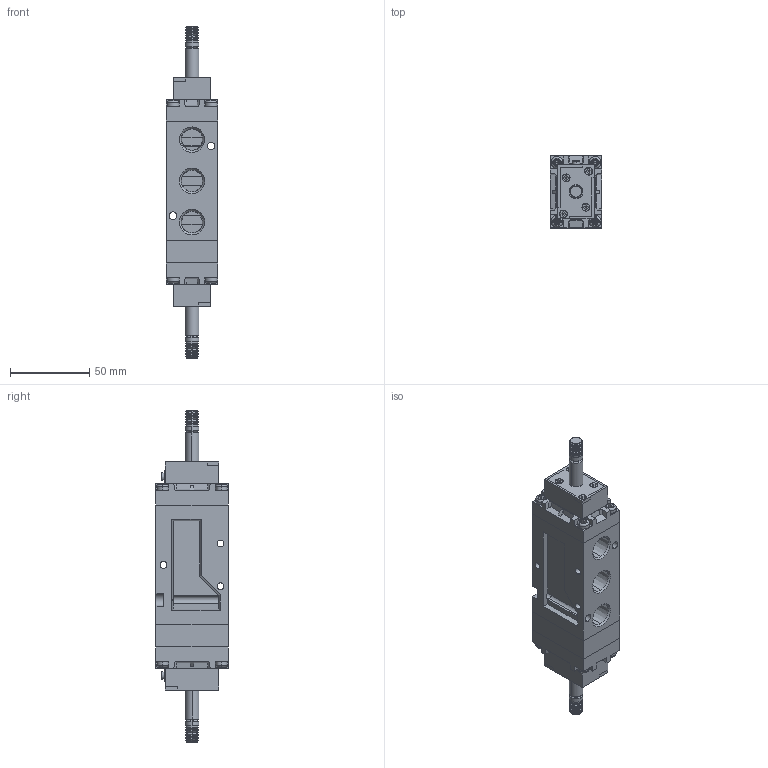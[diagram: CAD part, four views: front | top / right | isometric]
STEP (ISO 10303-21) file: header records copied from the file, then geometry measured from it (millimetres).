
FILE_DESCRIPTION (( 'STEP AP203' ), '1' );
FILE_NAME ('SF5403-IP.STEP', '2016-01-07T08:33:19', ( 'yrd8' ), ( '' ), 'SwSTEP 2.0', 'SolidWorks 2008', '' );
FILE_SCHEMA (( 'CONFIG_CONTROL_DESIGN' ));
Length unit declared in the file: millimetre
Products named in the file (5): SF5403-IP; SF5000 Body; SF5000 Semi_晦獄 撲薑; SF5000 Pilot_ル遽; SF5000 Block Guide_ル遽
Assembly tree (6 placements, depth 2):
  SF5403-IP
    SF5000 Pilot_ル遽  x2
    SF5000 Body
    SF5000 Semi_晦獄 撲薑  x2
    SF5000 Block Guide_ル遽
Bounding box: 32.5 x 45.5 x 209.3 mm (x, y, z)
Volume: 170171.6 mm3; surface area: 47554.4 mm2
Topology: 6 solids, 6 shells, 719 faces, 1862 edges, 1202 vertices
Faces by surface type: plane 493, cylinder 106, cone 104, torus 16
Entity records: 13236 total; most frequent: CARTESIAN_POINT 2468, ORIENTED_EDGE 2146, DIRECTION 2075, EDGE_CURVE 1073, LINE 753, VECTOR 753, VERTEX_POINT 694, AXIS2_PLACEMENT_3D 661
